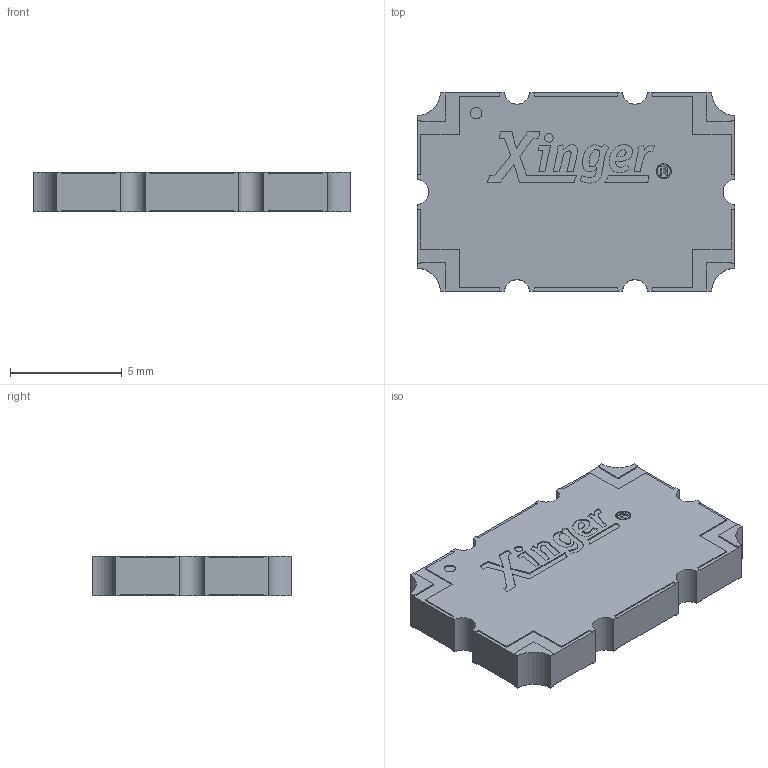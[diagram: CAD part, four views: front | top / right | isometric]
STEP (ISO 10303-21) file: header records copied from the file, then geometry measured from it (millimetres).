
FILE_DESCRIPTION (( 'STEP AP203' ), '1' );
FILE_NAME ('11305-10G.STEP', '2025-08-19T13:33:07', ( '' ), ( '' ), 'SwSTEP 2.0', 'SolidWorks 2023', '' );
FILE_SCHEMA (( 'CONFIG_CONTROL_DESIGN' ));
Length unit declared in the file: inch
Products named in the file (1): 11305-10G
Bounding box: 14.22 x 8.89 x 1.78 mm (x, y, z)
Volume: 212.8 mm3; surface area: 330.7 mm2
Topology: 1 solids, 1 shells, 339 faces, 963 edges, 642 vertices
Faces by surface type: plane 218, cylinder 103, bspline 18
Entity records: 12154 total; most frequent: CARTESIAN_POINT 3163, ORIENTED_EDGE 1926, DIRECTION 1777, EDGE_CURVE 963, LINE 721, VECTOR 721, VERTEX_POINT 642, AXIS2_PLACEMENT_3D 528
